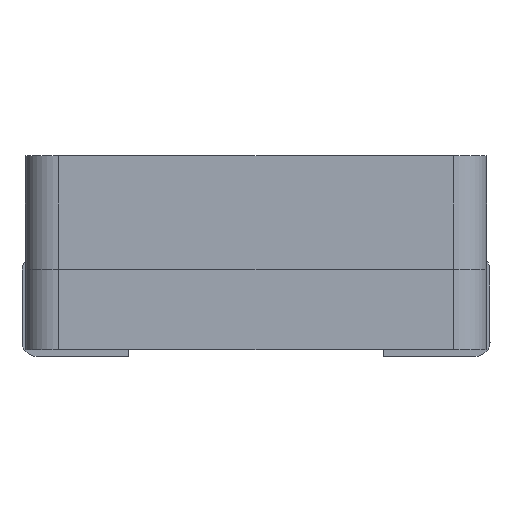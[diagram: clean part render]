
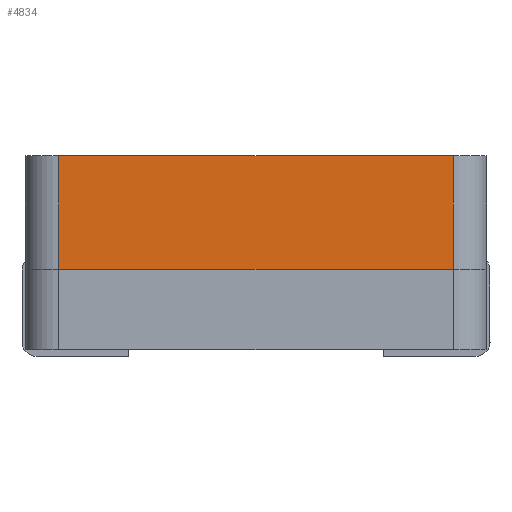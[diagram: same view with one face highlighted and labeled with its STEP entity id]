
A CAD part, front view. The second image highlights one B-rep face of the part: STEP entity #4834.
In plain terms, the highlighted face is planar.
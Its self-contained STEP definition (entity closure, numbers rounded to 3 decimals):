
#1155=ORIENTED_EDGE('',*,*,#2147,.T.);
#1156=ORIENTED_EDGE('',*,*,#2148,.F.);
#1157=ORIENTED_EDGE('',*,*,#2149,.F.);
#1158=ORIENTED_EDGE('',*,*,#2145,.T.);
#2145=EDGE_CURVE('',#2647,#2646,#3186,.T.);
#2147=EDGE_CURVE('',#2646,#2648,#3187,.T.);
#2148=EDGE_CURVE('',#2649,#2648,#3188,.T.);
#2149=EDGE_CURVE('',#2647,#2649,#3189,.T.);
#2646=VERTEX_POINT('',#8527);
#2647=VERTEX_POINT('',#8529);
#2648=VERTEX_POINT('',#8533);
#2649=VERTEX_POINT('',#8535);
#3186=LINE('',#8528,#3742);
#3187=LINE('',#8532,#3743);
#3188=LINE('',#8534,#3744);
#3189=LINE('',#8536,#3745);
#3742=VECTOR('',#6293,1000.);
#3743=VECTOR('',#6298,1000.);
#3744=VECTOR('',#6299,1000.);
#3745=VECTOR('',#6300,1000.);
#4024=EDGE_LOOP('',(#1155,#1156,#1157,#1158));
#4326=FACE_BOUND('',#4024,.T.);
#4580=PLANE('',#5208);
#4834=ADVANCED_FACE('',(#4326),#4580,.F.);
#5208=AXIS2_PLACEMENT_3D('',#8531,#6296,#6297);
#6293=DIRECTION('',(0.,0.,-1.));
#6296=DIRECTION('',(1.,0.,0.));
#6297=DIRECTION('',(0.,1.,0.));
#6298=DIRECTION('',(0.,-1.,0.));
#6299=DIRECTION('',(0.,0.,-1.));
#6300=DIRECTION('',(0.,-1.,0.));
#8527=CARTESIAN_POINT('',(-3.45,2.95,0.));
#8528=CARTESIAN_POINT('',(-3.45,2.95,1.7));
#8529=CARTESIAN_POINT('',(-3.45,2.95,1.7));
#8531=CARTESIAN_POINT('',(-3.45,2.95,1.7));
#8532=CARTESIAN_POINT('',(-3.45,2.95,0.));
#8533=CARTESIAN_POINT('',(-3.45,-2.95,0.));
#8534=CARTESIAN_POINT('',(-3.45,-2.95,1.7));
#8535=CARTESIAN_POINT('',(-3.45,-2.95,1.7));
#8536=CARTESIAN_POINT('',(-3.45,2.95,1.7));
